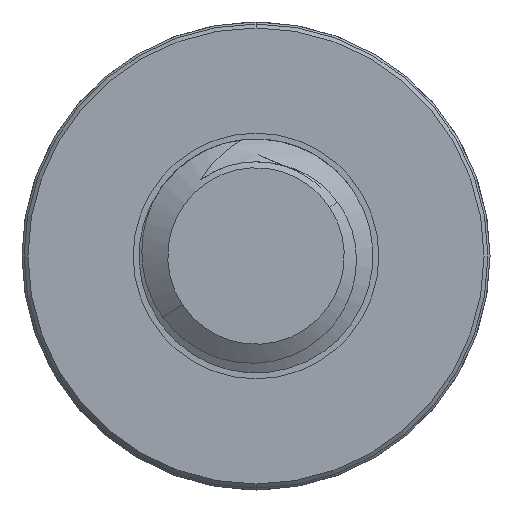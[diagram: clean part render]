
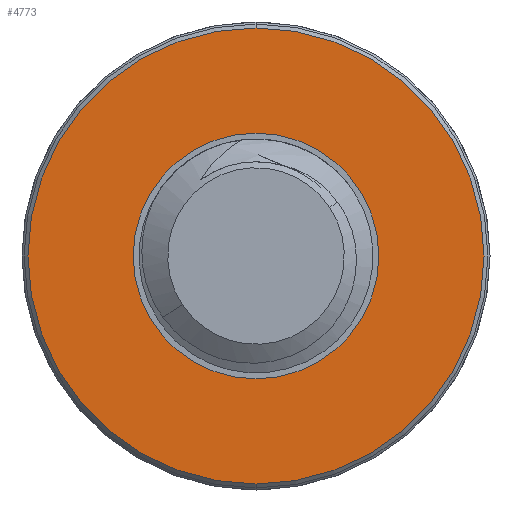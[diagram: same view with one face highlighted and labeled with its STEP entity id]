
A CAD part, front view. The second image highlights one B-rep face of the part: STEP entity #4773.
In plain terms, the highlighted planar face has unit normal (0, -1, 0).
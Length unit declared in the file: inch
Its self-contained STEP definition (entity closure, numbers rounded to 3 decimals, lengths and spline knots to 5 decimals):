
#25 = DIRECTION ( 'NONE',  ( 0., -1., 0. ) ) ;
#144 = DIRECTION ( 'NONE',  ( 0., 0., -1. ) ) ;
#310 = DIRECTION ( 'NONE',  ( 0., 0., -1. ) ) ;
#498 = EDGE_CURVE ( 'NONE', #7733, #6255, #5418, .T. ) ;
#501 = AXIS2_PLACEMENT_3D ( 'NONE', #5869, #25, #8418 ) ;
#696 = ORIENTED_EDGE ( 'NONE', *, *, #4799, .F. ) ;
#741 = CARTESIAN_POINT ( 'NONE',  ( 0., -0.11614, 0. ) ) ;
#825 = FACE_OUTER_BOUND ( 'NONE', #5396, .T. ) ;
#914 = CIRCLE ( 'NONE', #501, 0.3837 ) ;
#946 = DIRECTION ( 'NONE',  ( 0., -1., 0. ) ) ;
#1342 = PLANE ( 'NONE',  #3919 ) ;
#1383 = DIRECTION ( 'NONE',  ( 0., -1., 0. ) ) ;
#1444 = CIRCLE ( 'NONE', #6200, 0.20669 ) ;
#2399 = AXIS2_PLACEMENT_3D ( 'NONE', #741, #4071, #3904 ) ;
#3035 = CARTESIAN_POINT ( 'NONE',  ( 0., -0.11614, 0.3837 ) ) ;
#3301 = DIRECTION ( 'NONE',  ( 0., 0., -1. ) ) ;
#3904 = DIRECTION ( 'NONE',  ( 0., 0., -1. ) ) ;
#3919 = AXIS2_PLACEMENT_3D ( 'NONE', #5217, #1383, #3301 ) ;
#3958 = ORIENTED_EDGE ( 'NONE', *, *, #6025, .F. ) ;
#4057 = AXIS2_PLACEMENT_3D ( 'NONE', #6787, #946, #310 ) ;
#4071 = DIRECTION ( 'NONE',  ( 0., -1., 0. ) ) ;
#4502 = CARTESIAN_POINT ( 'NONE',  ( 0., -0.11614, -0.3837 ) ) ;
#4764 = EDGE_LOOP ( 'NONE', ( #3958, #696 ) ) ;
#4773 = ADVANCED_FACE ( 'NONE', ( #825, #5302 ), #1342, .T. ) ;
#4799 = EDGE_CURVE ( 'NONE', #6246, #6515, #8245, .T. ) ;
#4881 = ORIENTED_EDGE ( 'NONE', *, *, #498, .T. ) ;
#5217 = CARTESIAN_POINT ( 'NONE',  ( 0., -0.11614, 0. ) ) ;
#5302 = FACE_BOUND ( 'NONE', #4764, .T. ) ;
#5396 = EDGE_LOOP ( 'NONE', ( #6967, #4881 ) ) ;
#5418 = CIRCLE ( 'NONE', #4057, 0.3837 ) ;
#5767 = CARTESIAN_POINT ( 'NONE',  ( 0., -0.11614, 0.20669 ) ) ;
#5869 = CARTESIAN_POINT ( 'NONE',  ( 0., -0.11614, 0. ) ) ;
#6025 = EDGE_CURVE ( 'NONE', #6515, #6246, #1444, .T. ) ;
#6200 = AXIS2_PLACEMENT_3D ( 'NONE', #7814, #7183, #144 ) ;
#6246 = VERTEX_POINT ( 'NONE', #5767 ) ;
#6255 = VERTEX_POINT ( 'NONE', #3035 ) ;
#6515 = VERTEX_POINT ( 'NONE', #7501 ) ;
#6787 = CARTESIAN_POINT ( 'NONE',  ( 0., -0.11614, 0. ) ) ;
#6967 = ORIENTED_EDGE ( 'NONE', *, *, #7696, .T. ) ;
#7183 = DIRECTION ( 'NONE',  ( 0., -1., 0. ) ) ;
#7501 = CARTESIAN_POINT ( 'NONE',  ( 0., -0.11614, -0.20669 ) ) ;
#7696 = EDGE_CURVE ( 'NONE', #6255, #7733, #914, .T. ) ;
#7733 = VERTEX_POINT ( 'NONE', #4502 ) ;
#7814 = CARTESIAN_POINT ( 'NONE',  ( 0., -0.11614, 0. ) ) ;
#8245 = CIRCLE ( 'NONE', #2399, 0.20669 ) ;
#8418 = DIRECTION ( 'NONE',  ( 0., 0., -1. ) ) ;
